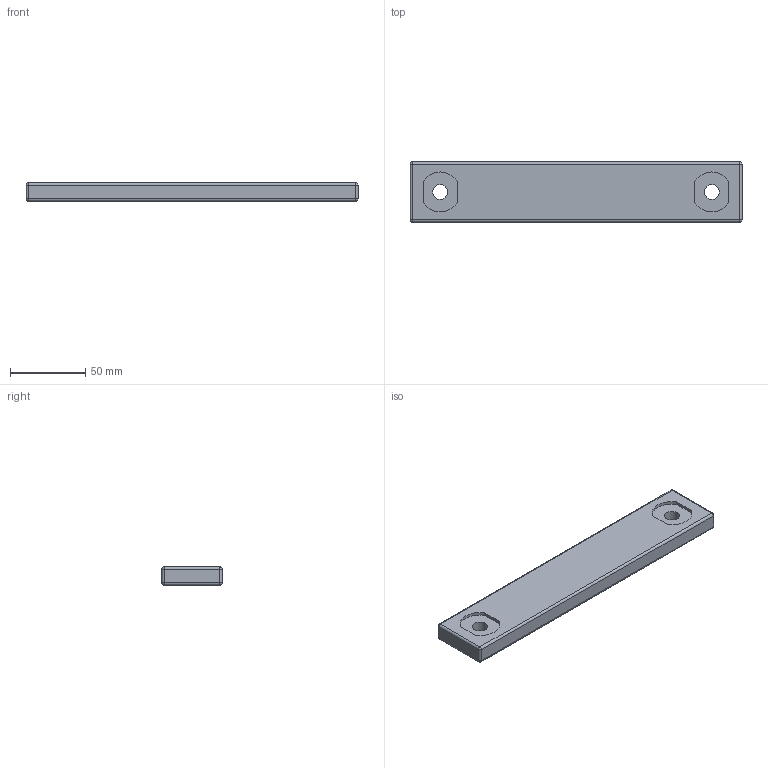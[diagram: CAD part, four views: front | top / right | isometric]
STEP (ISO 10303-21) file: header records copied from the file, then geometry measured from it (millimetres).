
FILE_DESCRIPTION(('FreeCAD Model'),'2;1');
FILE_NAME('plaque lisison fourche.step', '2021-02-24T13:07:10',('Author'),(''), 'Open CASCADE STEP processor 7.3','FreeCAD','Unknown');
FILE_SCHEMA(('AUTOMOTIVE_DESIGN { 1 0 10303 214 1 1 1 1 }'));
Length unit declared in the file: millimetre
Products named in the file (1): Cutout007
Bounding box: 220 x 40 x 12 mm (x, y, z)
Volume: 101453.9 mm3; surface area: 23778.2 mm2
Topology: 1 solids, 1 shells, 38 faces, 86 edges, 44 vertices
Faces by surface type: cylinder 18, plane 12, sphere 8
Full cylindrical faces by diameter (mm): 10 x2
Entity records: 1965 total; most frequent: CARTESIAN_POINT 381, DIRECTION 284, ORIENTED_EDGE 156, PCURVE 156, DEFINITIONAL_REPRESENTATION 156, LINE 122, VECTOR 122, EDGE_CURVE 78
